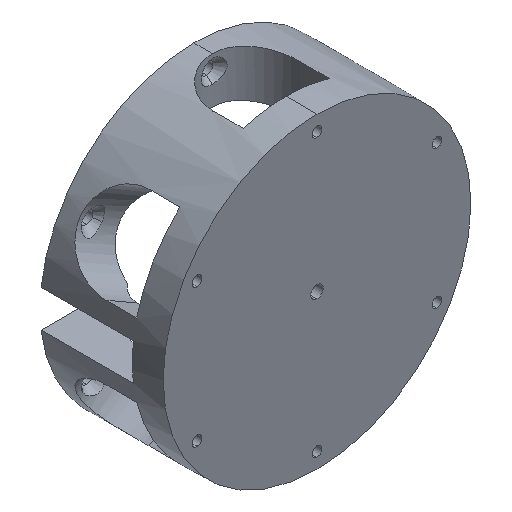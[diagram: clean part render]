
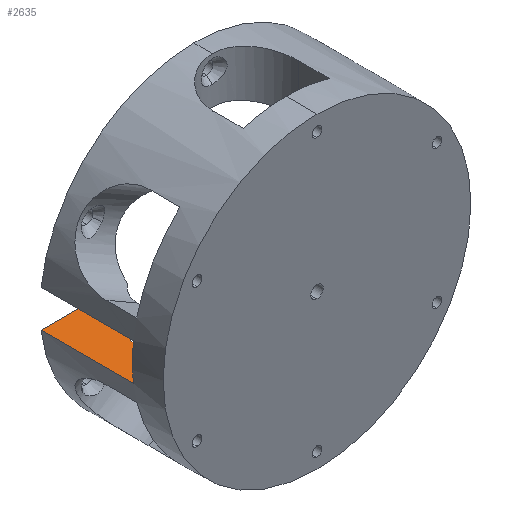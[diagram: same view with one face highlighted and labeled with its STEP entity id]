
A CAD part, isometric view. The second image highlights one B-rep face of the part: STEP entity #2635.
In plain terms, the highlighted planar face has unit normal (0, 0, 1).
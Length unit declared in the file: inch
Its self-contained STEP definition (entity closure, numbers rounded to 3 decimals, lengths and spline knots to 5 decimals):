
#50 = DIRECTION ( 'NONE',  ( 0., 1., 0. ) ) ;
#90 = VERTEX_POINT ( 'NONE', #2103 ) ;
#328 = LINE ( 'NONE', #634, #1302 ) ;
#461 = EDGE_LOOP ( 'NONE', ( #1682, #848, #1083, #2545, #3388, #2595 ) ) ;
#542 = LINE ( 'NONE', #1745, #2155 ) ;
#608 =( BOUNDED_CURVE ( )  B_SPLINE_CURVE ( 3, ( #2529, #2238, #1572, #1614 ),
 .UNSPECIFIED., .F., .T. ) 
 B_SPLINE_CURVE_WITH_KNOTS ( ( 4, 4 ),
 ( 5.74833, 6.28319 ),
 .UNSPECIFIED. ) 
 CURVE ( )  GEOMETRIC_REPRESENTATION_ITEM ( )  RATIONAL_B_SPLINE_CURVE ( ( 1., 0.976, 0.976, 1. ) ) 
 REPRESENTATION_ITEM ( '' )  );
#634 = CARTESIAN_POINT ( 'NONE',  ( -1.72409, 0., -0.3 ) ) ;
#848 = ORIENTED_EDGE ( 'NONE', *, *, #1945, .T. ) ;
#873 = CARTESIAN_POINT ( 'NONE',  ( -2.48193, 0., -0.3 ) ) ;
#884 = DIRECTION ( 'NONE',  ( 0., 1., 0. ) ) ;
#906 = LINE ( 'NONE', #2090, #2506 ) ;
#929 = DIRECTION ( 'NONE',  ( 0., 0., -1. ) ) ;
#1083 = ORIENTED_EDGE ( 'NONE', *, *, #3539, .F. ) ;
#1236 = CARTESIAN_POINT ( 'NONE',  ( -2.5, -1.5, -0.3 ) ) ;
#1302 = VECTOR ( 'NONE', #50, 39.37008 ) ;
#1453 = DIRECTION ( 'NONE',  ( 1., 0., 0. ) ) ;
#1572 = CARTESIAN_POINT ( 'NONE',  ( -1.91962, -0.87369, -0.3 ) ) ;
#1614 = CARTESIAN_POINT ( 'NONE',  ( -1.91962, -1., -0.3 ) ) ;
#1671 = VERTEX_POINT ( 'NONE', #3414 ) ;
#1682 = ORIENTED_EDGE ( 'NONE', *, *, #3327, .T. ) ;
#1745 = CARTESIAN_POINT ( 'NONE',  ( -2.5, -1.5, -0.3 ) ) ;
#1764 = CARTESIAN_POINT ( 'NONE',  ( -1.72409, 0., -0.3 ) ) ;
#1845 = CARTESIAN_POINT ( 'NONE',  ( -2.5, 0., -0.3 ) ) ;
#1945 = EDGE_CURVE ( 'NONE', #3860, #2577, #542, .T. ) ;
#2004 = CARTESIAN_POINT ( 'NONE',  ( -2.48193, 0., -0.3 ) ) ;
#2090 = CARTESIAN_POINT ( 'NONE',  ( -1.91962, -1.5, -0.3 ) ) ;
#2103 = CARTESIAN_POINT ( 'NONE',  ( -1.91962, -1., -0.3 ) ) ;
#2136 = CARTESIAN_POINT ( 'NONE',  ( -1.91962, -1.5, -0.3 ) ) ;
#2155 = VECTOR ( 'NONE', #1453, 39.37008 ) ;
#2222 = AXIS2_PLACEMENT_3D ( 'NONE', #1236, #929, #884 ) ;
#2238 = CARTESIAN_POINT ( 'NONE',  ( -1.85286, -0.75187, -0.3 ) ) ;
#2398 = DIRECTION ( 'NONE',  ( 0., -1., 0. ) ) ;
#2412 = DIRECTION ( 'NONE',  ( 1., 0., 0. ) ) ;
#2506 = VECTOR ( 'NONE', #2398, 39.37008 ) ;
#2529 = CARTESIAN_POINT ( 'NONE',  ( -1.72409, -0.6432, -0.3 ) ) ;
#2545 = ORIENTED_EDGE ( 'NONE', *, *, #3891, .F. ) ;
#2577 = VERTEX_POINT ( 'NONE', #2136 ) ;
#2595 = ORIENTED_EDGE ( 'NONE', *, *, #2619, .F. ) ;
#2619 = EDGE_CURVE ( 'NONE', #3469, #3477, #3601, .T. ) ;
#2635 = ADVANCED_FACE ( 'NONE', ( #3266 ), #3026, .F. ) ;
#2791 = VECTOR ( 'NONE', #2412, 39.37008 ) ;
#2837 = CARTESIAN_POINT ( 'NONE',  ( -2.48193, -1.5, -0.3 ) ) ;
#3026 = PLANE ( 'NONE',  #2222 ) ;
#3218 = LINE ( 'NONE', #2004, #3357 ) ;
#3266 = FACE_OUTER_BOUND ( 'NONE', #461, .T. ) ;
#3327 = EDGE_CURVE ( 'NONE', #3469, #3860, #3218, .T. ) ;
#3357 = VECTOR ( 'NONE', #3822, 39.37008 ) ;
#3388 = ORIENTED_EDGE ( 'NONE', *, *, #3744, .T. ) ;
#3414 = CARTESIAN_POINT ( 'NONE',  ( -1.72409, -0.6432, -0.3 ) ) ;
#3469 = VERTEX_POINT ( 'NONE', #873 ) ;
#3477 = VERTEX_POINT ( 'NONE', #1764 ) ;
#3539 = EDGE_CURVE ( 'NONE', #90, #2577, #906, .T. ) ;
#3601 = LINE ( 'NONE', #1845, #2791 ) ;
#3744 = EDGE_CURVE ( 'NONE', #1671, #3477, #328, .T. ) ;
#3822 = DIRECTION ( 'NONE',  ( 0., -1., 0. ) ) ;
#3860 = VERTEX_POINT ( 'NONE', #2837 ) ;
#3891 = EDGE_CURVE ( 'NONE', #1671, #90, #608, .T. ) ;
